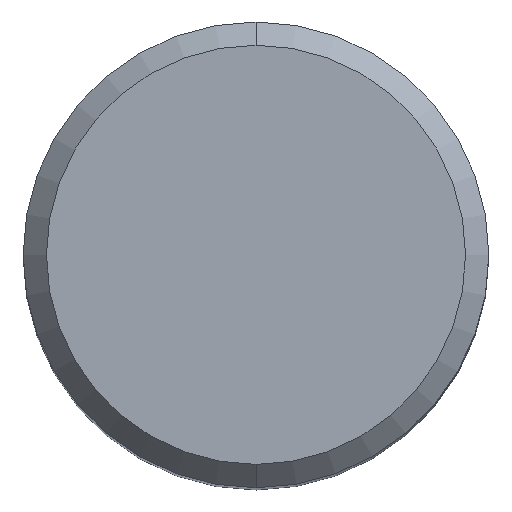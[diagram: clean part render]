
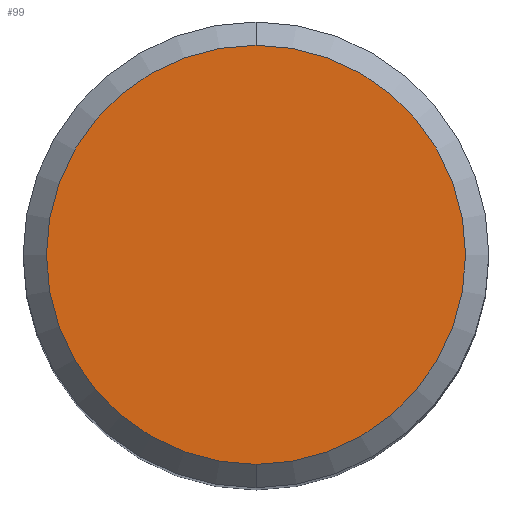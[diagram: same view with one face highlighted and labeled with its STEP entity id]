
A CAD part, top view. The second image highlights one B-rep face of the part: STEP entity #99.
In plain terms, the highlighted planar face has unit normal (0, 0, 1).
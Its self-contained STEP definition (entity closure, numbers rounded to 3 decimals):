
#99=ADVANCED_FACE('',(#250),#251,.T.);
#145=EDGE_CURVE('',#153,#213,#304,.T.);
#153=VERTEX_POINT('',#312);
#207=EDGE_CURVE('',#213,#153,#374,.T.);
#213=VERTEX_POINT('',#380);
#250=FACE_OUTER_BOUND('',#410,.T.);
#251=PLANE('',#411);
#304=CIRCLE('',#481,7.2);
#312=CARTESIAN_POINT('',(0.,-7.2,0.));
#374=CIRCLE('',#567,7.2);
#380=CARTESIAN_POINT('',(0.0,7.2,0.));
#410=EDGE_LOOP('',(#602,#603));
#411=AXIS2_PLACEMENT_3D('',#604,#605,#606);
#481=AXIS2_PLACEMENT_3D('',#683,#684,#685);
#567=AXIS2_PLACEMENT_3D('',#775,#776,#777);
#602=ORIENTED_EDGE('',*,*,#207,.F.);
#603=ORIENTED_EDGE('',*,*,#145,.F.);
#604=CARTESIAN_POINT('',(0.0,3.6,0.));
#605=DIRECTION('',(-0.0,0.0,1.0));
#606=DIRECTION('',(0.0,-1.0,0.0));
#683=CARTESIAN_POINT('',(0.0,0.0,0.));
#684=DIRECTION('',(0.0,0.0,-1.0));
#685=DIRECTION('',(0.0,1.0,0.0));
#775=CARTESIAN_POINT('',(0.0,0.0,0.));
#776=DIRECTION('',(0.0,0.0,-1.0));
#777=DIRECTION('',(0.0,1.0,0.0));
